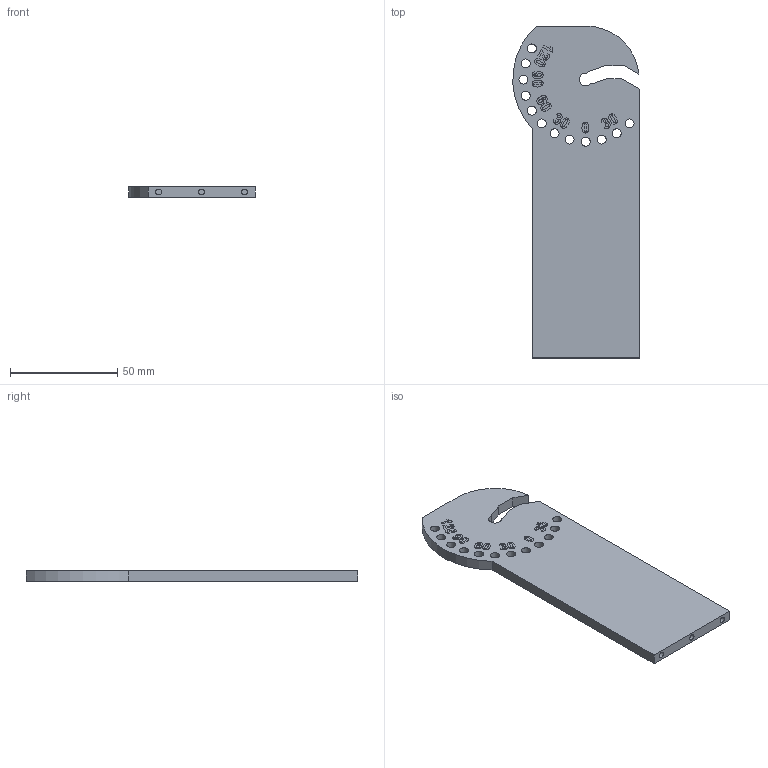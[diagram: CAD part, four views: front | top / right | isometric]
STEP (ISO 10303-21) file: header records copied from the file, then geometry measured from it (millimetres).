
FILE_DESCRIPTION(/* description */ ('','CAx-IF Rec.Pracs.---Representation and Presentation of Product Manufacturing Information (PMI)---4.0---2014-10-13'),/* implementation_level */ '2;1');
FILE_NAME(/* name */ 'FS80 Pivot Shoulder v10.step',/* time_stamp */ '2025-02-14T19:35:26+01:00',/* author */ (''),/* organization */ (''),/* preprocessor_version */ 'ST-DEVELOPER v20',/* originating_system */ 'Autodesk Translation Framework v13.20.0.188',/* authorisation */ '');
FILE_SCHEMA (('AP242_MANAGED_MODEL_BASED_3D_ENGINEERING_MIM_LF { 1 0 10303 442 1 1 4 }'));
Products named in the file (1): FS80 Pivot Shoulder
Bounding box: 58.96 x 155 x 5 mm (x, y, z)
Volume: 37423.6 mm3; surface area: 19595.8 mm2
Topology: 25 solids, 25 shells, 1135 faces, 3126 edges, 2084 vertices
Faces by surface type: bspline 944, plane 171, cylinder 20
Full cylindrical faces by diameter (mm): 2.8 x3, 4.2 x12
Entity records: 44921 total; most frequent: CARTESIAN_POINT 22394, ORIENTED_EDGE 6252, EDGE_CURVE 3126, VERTEX_POINT 2084, B_SPLINE_CURVE_WITH_KNOTS 1888, DIRECTION 1662, EDGE_LOOP 1234, LINE 1198
